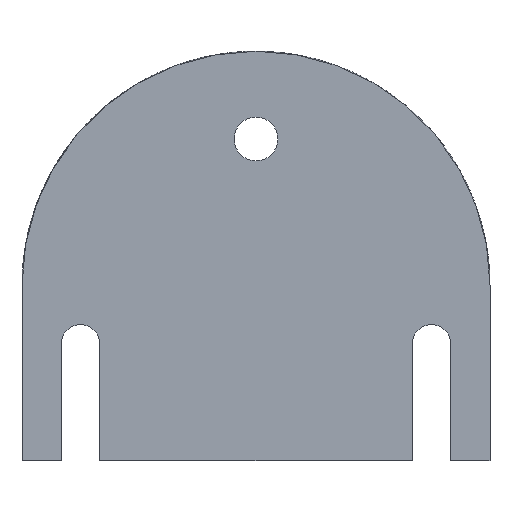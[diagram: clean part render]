
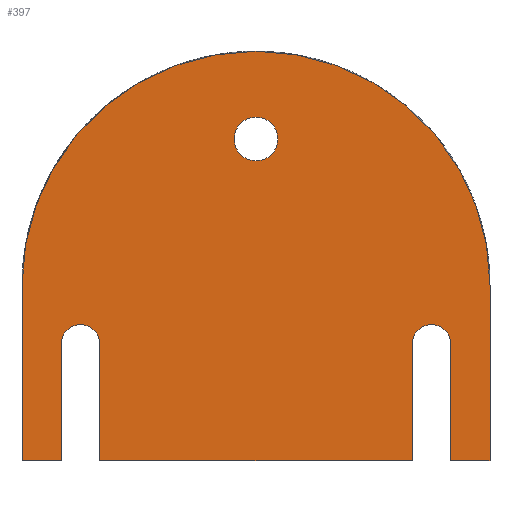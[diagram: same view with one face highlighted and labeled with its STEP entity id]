
A CAD part, left-side view. The second image highlights one B-rep face of the part: STEP entity #397.
In plain terms, the highlighted planar face has unit normal (-1, 0, 0).
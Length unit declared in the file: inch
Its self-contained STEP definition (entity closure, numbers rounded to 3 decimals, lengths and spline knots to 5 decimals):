
#20=FACE_BOUND('',#62,.T.);
#22=CIRCLE('',#439,1.);
#23=CIRCLE('',#440,0.082);
#24=CIRCLE('',#441,0.082);
#25=CIRCLE('',#442,0.09375);
#40=FACE_OUTER_BOUND('',#61,.T.);
#61=EDGE_LOOP('',(#284,#285,#286,#287,#288,#289,#290,#291,#292,#293,#294,
#295));
#62=EDGE_LOOP('',(#296));
#93=LINE('',#614,#137);
#96=LINE('',#622,#140);
#97=LINE('',#624,#141);
#98=LINE('',#626,#142);
#99=LINE('',#630,#143);
#100=LINE('',#632,#144);
#101=LINE('',#634,#145);
#102=LINE('',#638,#146);
#103=LINE('',#639,#147);
#137=VECTOR('',#493,0.3937);
#140=VECTOR('',#500,0.3937);
#141=VECTOR('',#501,0.3937);
#142=VECTOR('',#502,0.3937);
#143=VECTOR('',#505,0.3937);
#144=VECTOR('',#506,0.3937);
#145=VECTOR('',#507,0.3937);
#146=VECTOR('',#510,0.3937);
#147=VECTOR('',#511,0.3937);
#178=VERTEX_POINT('',#611);
#179=VERTEX_POINT('',#613);
#181=VERTEX_POINT('',#619);
#182=VERTEX_POINT('',#621);
#183=VERTEX_POINT('',#623);
#184=VERTEX_POINT('',#625);
#185=VERTEX_POINT('',#627);
#186=VERTEX_POINT('',#629);
#187=VERTEX_POINT('',#631);
#188=VERTEX_POINT('',#633);
#189=VERTEX_POINT('',#635);
#190=VERTEX_POINT('',#637);
#191=VERTEX_POINT('',#640);
#219=EDGE_CURVE('',#178,#179,#93,.T.);
#222=EDGE_CURVE('',#178,#181,#22,.T.);
#223=EDGE_CURVE('',#182,#181,#96,.T.);
#224=EDGE_CURVE('',#183,#182,#97,.T.);
#225=EDGE_CURVE('',#184,#183,#98,.T.);
#226=EDGE_CURVE('',#185,#184,#23,.T.);
#227=EDGE_CURVE('',#186,#185,#99,.T.);
#228=EDGE_CURVE('',#187,#186,#100,.T.);
#229=EDGE_CURVE('',#188,#187,#101,.T.);
#230=EDGE_CURVE('',#189,#188,#24,.T.);
#231=EDGE_CURVE('',#190,#189,#102,.T.);
#232=EDGE_CURVE('',#179,#190,#103,.T.);
#233=EDGE_CURVE('',#191,#191,#25,.T.);
#284=ORIENTED_EDGE('',*,*,#222,.T.);
#285=ORIENTED_EDGE('',*,*,#223,.F.);
#286=ORIENTED_EDGE('',*,*,#224,.F.);
#287=ORIENTED_EDGE('',*,*,#225,.F.);
#288=ORIENTED_EDGE('',*,*,#226,.F.);
#289=ORIENTED_EDGE('',*,*,#227,.F.);
#290=ORIENTED_EDGE('',*,*,#228,.F.);
#291=ORIENTED_EDGE('',*,*,#229,.F.);
#292=ORIENTED_EDGE('',*,*,#230,.F.);
#293=ORIENTED_EDGE('',*,*,#231,.F.);
#294=ORIENTED_EDGE('',*,*,#232,.F.);
#295=ORIENTED_EDGE('',*,*,#219,.F.);
#296=ORIENTED_EDGE('',*,*,#233,.T.);
#381=PLANE('',#438);
#397=ADVANCED_FACE('',(#40,#20),#381,.F.);
#438=AXIS2_PLACEMENT_3D('',#618,#496,#497);
#439=AXIS2_PLACEMENT_3D('',#620,#498,#499);
#440=AXIS2_PLACEMENT_3D('',#628,#503,#504);
#441=AXIS2_PLACEMENT_3D('',#636,#508,#509);
#442=AXIS2_PLACEMENT_3D('',#641,#512,#513);
#493=DIRECTION('',(0.,0.,-1.));
#496=DIRECTION('center_axis',(1.,0.,0.));
#497=DIRECTION('ref_axis',(0.,0.,-1.));
#498=DIRECTION('center_axis',(-1.,0.,0.));
#499=DIRECTION('ref_axis',(0.,1.,0.));
#500=DIRECTION('',(0.,0.,1.));
#501=DIRECTION('',(0.,1.,0.));
#502=DIRECTION('',(0.,0.,-1.));
#503=DIRECTION('center_axis',(-1.,0.,0.));
#504=DIRECTION('ref_axis',(0.,-1.,0.));
#505=DIRECTION('',(0.,0.,1.));
#506=DIRECTION('',(0.,1.,0.));
#507=DIRECTION('',(0.,0.,-1.));
#508=DIRECTION('center_axis',(-1.,0.,0.));
#509=DIRECTION('ref_axis',(0.,-1.,0.));
#510=DIRECTION('',(0.,0.,1.));
#511=DIRECTION('',(0.,1.,0.));
#512=DIRECTION('center_axis',(1.,0.,0.));
#513=DIRECTION('ref_axis',(0.,0.,-1.));
#611=CARTESIAN_POINT('',(0.,-1.,-0.125));
#613=CARTESIAN_POINT('',(0.,-1.,-0.875));
#614=CARTESIAN_POINT('',(0.,-1.,0.875));
#618=CARTESIAN_POINT('Origin',(0.,0.,0.));
#619=CARTESIAN_POINT('',(0.,1.,-0.125));
#620=CARTESIAN_POINT('Origin',(0.,0.,-0.125));
#621=CARTESIAN_POINT('',(0.,1.,-0.875));
#622=CARTESIAN_POINT('',(0.,1.,-0.875));
#623=CARTESIAN_POINT('',(0.,0.832,-0.875));
#624=CARTESIAN_POINT('',(0.,-1.,-0.875));
#625=CARTESIAN_POINT('',(0.,0.832,-0.375));
#626=CARTESIAN_POINT('',(0.,0.832,-0.375));
#627=CARTESIAN_POINT('',(0.,0.668,-0.375));
#628=CARTESIAN_POINT('Origin',(0.,0.75,-0.375));
#629=CARTESIAN_POINT('',(0.,0.668,-0.875));
#630=CARTESIAN_POINT('',(0.,0.668,-0.875));
#631=CARTESIAN_POINT('',(0.,-0.668,-0.875));
#632=CARTESIAN_POINT('',(0.,-1.,-0.875));
#633=CARTESIAN_POINT('',(0.,-0.668,-0.375));
#634=CARTESIAN_POINT('',(0.,-0.668,-0.375));
#635=CARTESIAN_POINT('',(0.,-0.832,-0.375));
#636=CARTESIAN_POINT('Origin',(0.,-0.75,-0.375));
#637=CARTESIAN_POINT('',(0.,-0.832,-0.875));
#638=CARTESIAN_POINT('',(0.,-0.832,-0.875));
#639=CARTESIAN_POINT('',(0.,-1.,-0.875));
#640=CARTESIAN_POINT('',(0.,0.,0.59375));
#641=CARTESIAN_POINT('Origin',(0.,0.,0.5));
